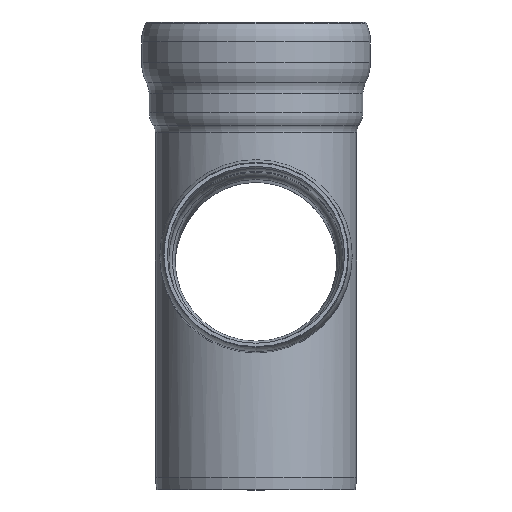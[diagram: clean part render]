
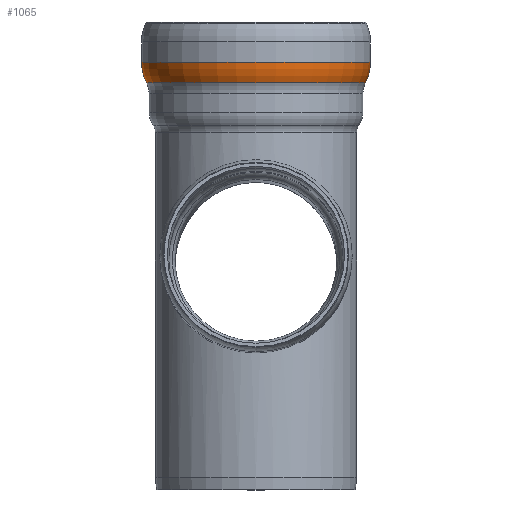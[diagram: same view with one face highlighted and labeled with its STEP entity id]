
A CAD part, left-side view. The second image highlights one B-rep face of the part: STEP entity #1065.
In plain terms, the highlighted toroidal (fillet/blend) face has major radius 555 mm and minor radius 350 mm.
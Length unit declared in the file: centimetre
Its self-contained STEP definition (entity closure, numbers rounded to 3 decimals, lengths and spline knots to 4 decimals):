
#50=TOROIDAL_SURFACE('',#1139,55.5,35.);
#80=CIRCLE('',#1135,90.5);
#81=CIRCLE('',#1136,90.5);
#84=CIRCLE('',#1140,86.5378);
#85=CIRCLE('',#1141,35.);
#207=FACE_OUTER_BOUND('',#273,.T.);
#273=EDGE_LOOP('',(#720,#721,#722,#723,#724));
#430=VERTEX_POINT('',#2266);
#431=VERTEX_POINT('',#2267);
#434=VERTEX_POINT('',#2276);
#542=EDGE_CURVE('',#430,#431,#80,.T.);
#543=EDGE_CURVE('',#431,#430,#81,.T.);
#547=EDGE_CURVE('',#434,#434,#84,.T.);
#548=EDGE_CURVE('',#434,#430,#85,.T.);
#720=ORIENTED_EDGE('',*,*,#547,.F.);
#721=ORIENTED_EDGE('',*,*,#548,.T.);
#722=ORIENTED_EDGE('',*,*,#542,.T.);
#723=ORIENTED_EDGE('',*,*,#543,.T.);
#724=ORIENTED_EDGE('',*,*,#548,.F.);
#1065=ADVANCED_FACE('',(#207),#50,.T.);
#1135=AXIS2_PLACEMENT_3D('',#2268,#1334,#1335);
#1136=AXIS2_PLACEMENT_3D('',#2269,#1336,#1337);
#1139=AXIS2_PLACEMENT_3D('',#2275,#1343,#1344);
#1140=AXIS2_PLACEMENT_3D('',#2277,#1345,#1346);
#1141=AXIS2_PLACEMENT_3D('',#2278,#1347,#1348);
#1334=DIRECTION('center_axis',(0.,0.,-1.));
#1335=DIRECTION('ref_axis',(1.,0.,0.));
#1336=DIRECTION('center_axis',(0.,0.,-1.));
#1337=DIRECTION('ref_axis',(1.,0.,0.));
#1343=DIRECTION('center_axis',(0.,0.,-1.));
#1344=DIRECTION('ref_axis',(0.,1.,0.));
#1345=DIRECTION('center_axis',(0.,0.,-1.));
#1346=DIRECTION('ref_axis',(1.,0.,0.));
#1347=DIRECTION('center_axis',(-1.,0.,0.));
#1348=DIRECTION('ref_axis',(0.,-1.,0.));
#2266=CARTESIAN_POINT('',(0.,-90.5,338.0526));
#2267=CARTESIAN_POINT('',(90.5,0.,338.0526));
#2268=CARTESIAN_POINT('Origin',(0.,0.,338.0526));
#2269=CARTESIAN_POINT('Origin',(0.,0.,338.0526));
#2275=CARTESIAN_POINT('Origin',(0.,0.,337.995));
#2276=CARTESIAN_POINT('',(0.,-86.5378,321.819));
#2277=CARTESIAN_POINT('Origin',(0.,0.,321.819));
#2278=CARTESIAN_POINT('Origin',(0.,-55.5,337.995));
